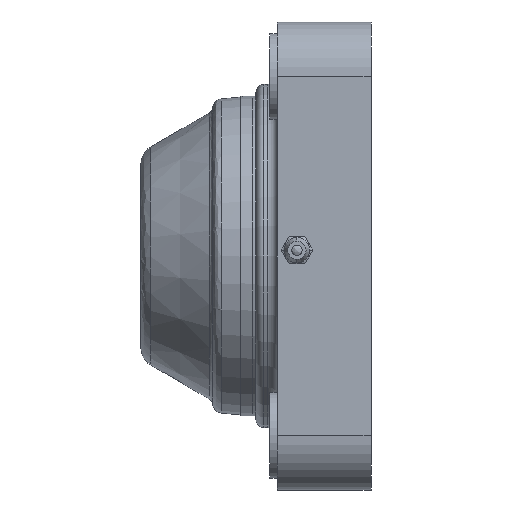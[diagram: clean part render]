
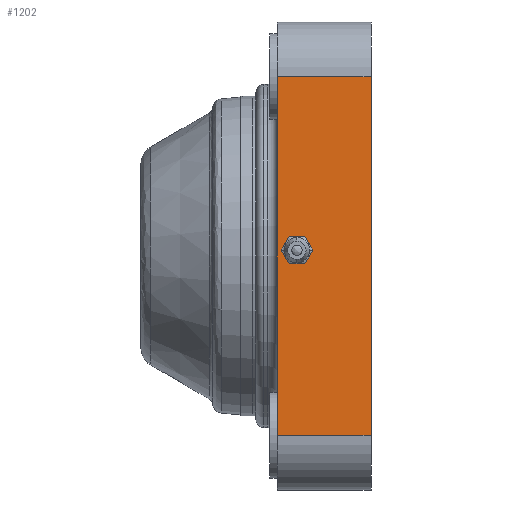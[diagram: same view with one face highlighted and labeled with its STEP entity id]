
A CAD part, left-side view. The second image highlights one B-rep face of the part: STEP entity #1202.
In plain terms, the highlighted planar face has unit normal (-1, 0, 0).
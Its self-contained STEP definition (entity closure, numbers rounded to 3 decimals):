
#26 = VERTEX_POINT ( 'NONE', #4495 ) ;
#44 = EDGE_LOOP ( 'NONE', ( #7601, #161, #3318, #4876 ) ) ;
#141 = AXIS2_PLACEMENT_3D ( 'NONE', #2753, #6222, #7464 ) ;
#161 = ORIENTED_EDGE ( 'NONE', *, *, #3031, .F. ) ;
#1083 = VECTOR ( 'NONE', #5830, 1000. ) ;
#1202 = ADVANCED_FACE ( 'NONE', ( #4749 ), #3512, .T. ) ;
#1510 = CARTESIAN_POINT ( 'NONE',  ( -60., -24., 46. ) ) ;
#1796 = VERTEX_POINT ( 'NONE', #1797 ) ;
#1797 = CARTESIAN_POINT ( 'NONE',  ( -60., -24., -46. ) ) ;
#2194 = VECTOR ( 'NONE', #5825, 1000. ) ;
#2468 = EDGE_CURVE ( 'NONE', #4320, #26, #3872, .T. ) ;
#2753 = CARTESIAN_POINT ( 'NONE',  ( -60., -24., -46. ) ) ;
#3031 = EDGE_CURVE ( 'NONE', #1796, #7904, #7586, .T. ) ;
#3318 = ORIENTED_EDGE ( 'NONE', *, *, #7988, .T. ) ;
#3512 = PLANE ( 'NONE',  #141 ) ;
#3872 = LINE ( 'NONE', #6529, #1083 ) ;
#4202 = CARTESIAN_POINT ( 'NONE',  ( -60., -24., -46. ) ) ;
#4320 = VERTEX_POINT ( 'NONE', #1510 ) ;
#4495 = CARTESIAN_POINT ( 'NONE',  ( -60., 0., 46. ) ) ;
#4749 = FACE_OUTER_BOUND ( 'NONE', #44, .T. ) ;
#4876 = ORIENTED_EDGE ( 'NONE', *, *, #2468, .T. ) ;
#5117 = CARTESIAN_POINT ( 'NONE',  ( -60., 0., -46. ) ) ;
#5148 = DIRECTION ( 'NONE',  ( 0., 0., 1. ) ) ;
#5683 = CARTESIAN_POINT ( 'NONE',  ( -60., 0., -46. ) ) ;
#5813 = CARTESIAN_POINT ( 'NONE',  ( -60., -24., -46. ) ) ;
#5825 = DIRECTION ( 'NONE',  ( 0., 0., 1. ) ) ;
#5830 = DIRECTION ( 'NONE',  ( 0., 1., 0. ) ) ;
#6222 = DIRECTION ( 'NONE',  ( -1., 0., 0. ) ) ;
#6529 = CARTESIAN_POINT ( 'NONE',  ( -60., -24., 46. ) ) ;
#6906 = DIRECTION ( 'NONE',  ( 0., 1., 0. ) ) ;
#7202 = VECTOR ( 'NONE', #6906, 1000. ) ;
#7203 = LINE ( 'NONE', #5117, #2194 ) ;
#7464 = DIRECTION ( 'NONE',  ( 0., 0., 1. ) ) ;
#7586 = LINE ( 'NONE', #4202, #7202 ) ;
#7601 = ORIENTED_EDGE ( 'NONE', *, *, #8510, .F. ) ;
#7732 = VECTOR ( 'NONE', #5148, 1000. ) ;
#7904 = VERTEX_POINT ( 'NONE', #5683 ) ;
#7906 = LINE ( 'NONE', #5813, #7732 ) ;
#7988 = EDGE_CURVE ( 'NONE', #1796, #4320, #7906, .T. ) ;
#8510 = EDGE_CURVE ( 'NONE', #7904, #26, #7203, .T. ) ;
